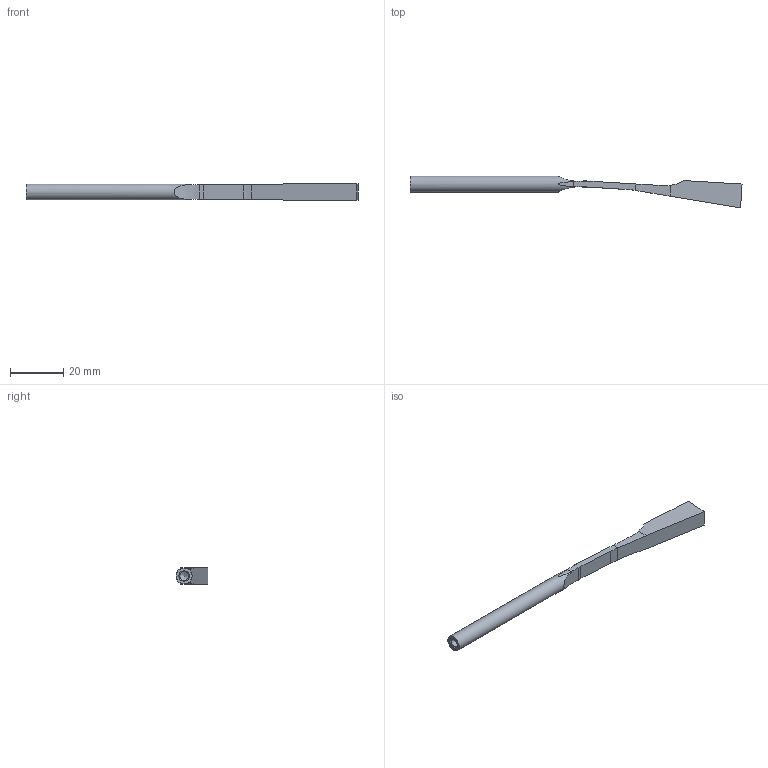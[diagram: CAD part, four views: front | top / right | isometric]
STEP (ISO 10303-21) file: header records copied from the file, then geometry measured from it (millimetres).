
FILE_DESCRIPTION( ( 'STEP AP203' ), ' ' );
FILE_NAME( 'AW27506062(2).stp', '2016-03-02T09:40:26', ( '' ), ( '' ), ' ', 'PARTsolutions', ' ' );
FILE_SCHEMA( ( 'CONFIG_CONTROL_DESIGN' ) );
Length unit declared in the file: millimetre
Products named in the file (1): _AW27506062(2)
Bounding box: 125.03 x 11.98 x 6.2 mm (x, y, z)
Volume: 3069.5 mm3; surface area: 3024.5 mm2
Topology: 1 solids, 1 shells, 32 faces, 89 edges, 59 vertices
Faces by surface type: plane 18, cylinder 12, cone 2
Full cylindrical faces by diameter (mm): 3.242 x1, 6 x1
Entity records: 1102 total; most frequent: CARTESIAN_POINT 260, DIRECTION 164, ORIENTED_EDGE 164, EDGE_CURVE 82, AXIS2_PLACEMENT_3D 57, VERTEX_POINT 57, LINE 50, VECTOR 50
